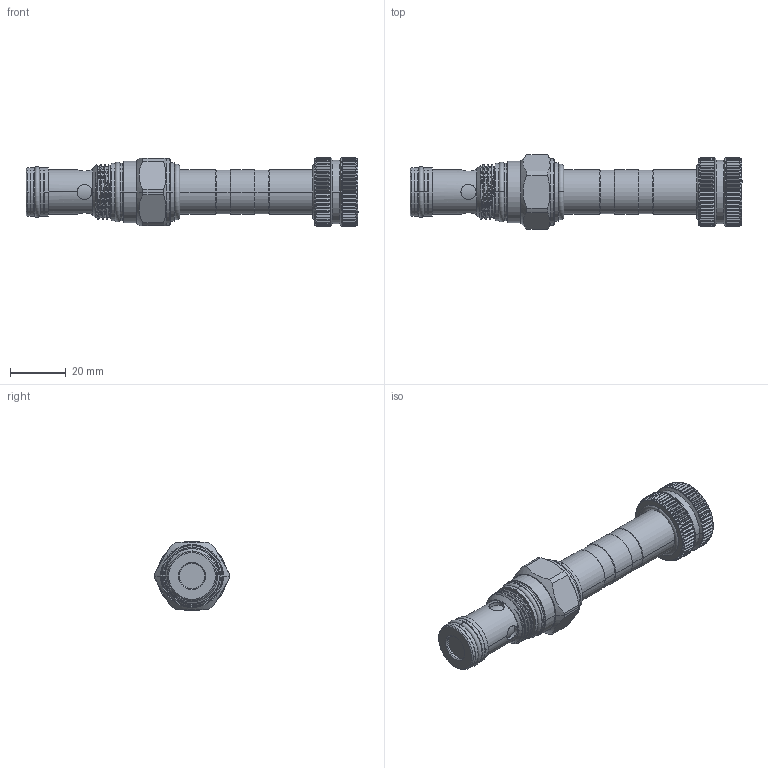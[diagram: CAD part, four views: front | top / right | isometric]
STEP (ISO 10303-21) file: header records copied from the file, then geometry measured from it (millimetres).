
FILE_DESCRIPTION (( 'STEP AP203' ), '1' );
FILE_NAME ('EP13A2C32N05.STEP', '2024-12-10T00:24:48', ( '' ), ( '' ), 'SwSTEP 2.0', 'SolidWorks 2018', '' );
FILE_SCHEMA (( 'CONFIG_CONTROL_DESIGN' ));
Length unit declared in the file: millimetre
Products named in the file (1): EP13A2C32N05
Bounding box: 118.6 x 26.7 x 25 mm (x, y, z)
Volume: 33372.5 mm3; surface area: 9989.5 mm2
Topology: 2 solids, 2 shells, 938 faces, 2474 edges, 1560 vertices
Faces by surface type: cylinder 416, plane 355, cone 144, torus 13, bspline 8, sphere 2
Entity records: 33937 total; most frequent: CARTESIAN_POINT 11615, ORIENTED_EDGE 4938, DIRECTION 4406, EDGE_CURVE 2469, AXIS2_PLACEMENT_3D 1761, VERTEX_POINT 1557, EDGE_LOOP 962, ADVANCED_FACE 938
